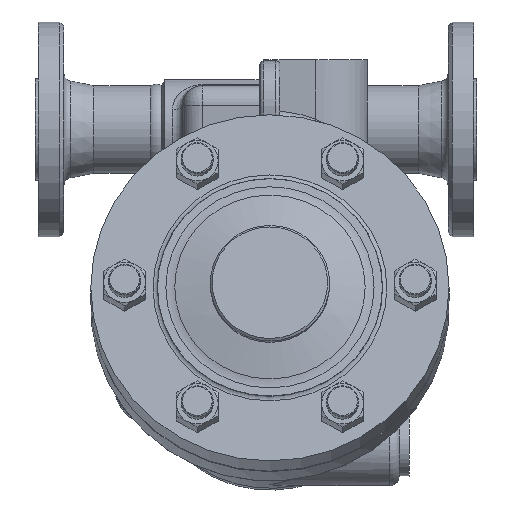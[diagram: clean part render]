
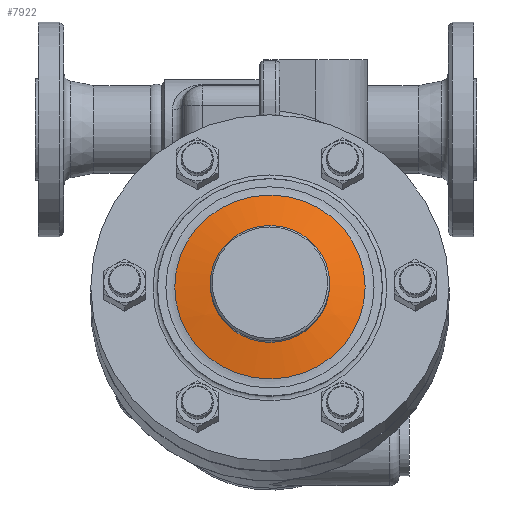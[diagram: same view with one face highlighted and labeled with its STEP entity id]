
A CAD part, left-side view. The second image highlights one B-rep face of the part: STEP entity #7922.
In plain terms, the highlighted spherical face has radius 160 mm.
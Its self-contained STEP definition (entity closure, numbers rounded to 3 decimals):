
#7871=CARTESIAN_POINT('',(-9.535,0.,52.065));
#7872=VERTEX_POINT('',#7871);
#7873=CARTESIAN_POINT('',(-21.913,0.0,5.871));
#7874=DIRECTION('',(0.966,0.0,-0.259));
#7875=DIRECTION('',(-0.259,0.,-0.966));
#7876=AXIS2_PLACEMENT_3D('',#7873,#7874,#7875);
#7877=CIRCLE('',#7876,47.823);
#7878=EDGE_CURVE('',#7872,#7872,#7877,.T.);
#7903=CARTESIAN_POINT('',(125.57,0.0,-33.646));
#7904=DIRECTION('',(0.0,0.0,1.0));
#7905=DIRECTION('',(1.0,0.0,0.0));
#7906=AXIS2_PLACEMENT_3D('',#7903,#7904,#7905);
#7907=SPHERICAL_SURFACE('',#7906,160.0);
#7908=CARTESIAN_POINT('',(-18.472,0.0,36.008));
#7909=VERTEX_POINT('',#7908);
#7910=CARTESIAN_POINT('',(-26.237,0.0,7.03));
#7911=DIRECTION('',(-0.966,0.0,0.259));
#7912=DIRECTION('',(0.259,0.0,0.966));
#7913=AXIS2_PLACEMENT_3D('',#7910,#7911,#7912);
#7914=CIRCLE('',#7913,30.);
#7915=EDGE_CURVE('',#7909,#7909,#7914,.T.);
#7916=ORIENTED_EDGE('',*,*,#7915,.F.);
#7917=EDGE_LOOP('',(#7916));
#7918=FACE_OUTER_BOUND('',#7917,.T.);
#7919=ORIENTED_EDGE('',*,*,#7878,.F.);
#7920=EDGE_LOOP('',(#7919));
#7921=FACE_BOUND('',#7920,.T.);
#7922=ADVANCED_FACE('',(#7918,#7921),#7907,.T.);
